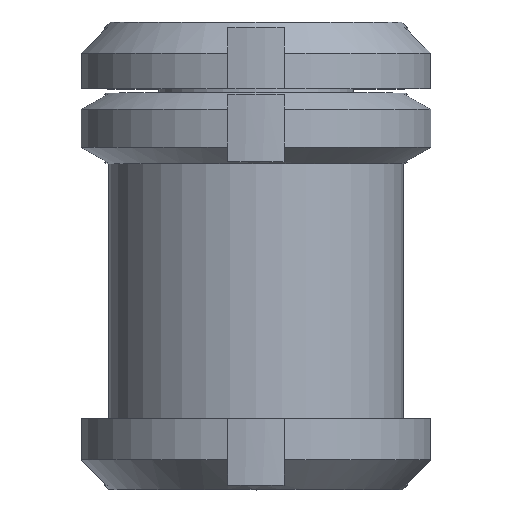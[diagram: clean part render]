
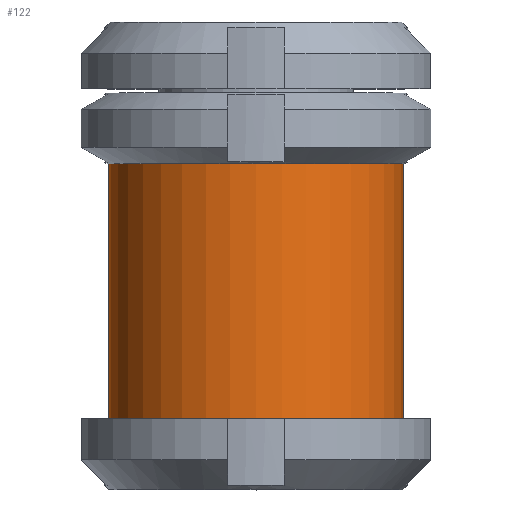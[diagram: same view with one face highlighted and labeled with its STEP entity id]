
A CAD part, top view. The second image highlights one B-rep face of the part: STEP entity #122.
In plain terms, the highlighted cylindrical face has radius 10.401 mm (diameter 20.802 mm), a full revolution.
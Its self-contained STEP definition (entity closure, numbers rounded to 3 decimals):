
#122 = ADVANCED_FACE( '', ( #294, #295 ), #296, .T. );
#294 = FACE_OUTER_BOUND( '', #533, .T. );
#295 = FACE_OUTER_BOUND( '', #534, .T. );
#296 = CYLINDRICAL_SURFACE( '', #535, 10.401 );
#533 = EDGE_LOOP( '', ( #833 ) );
#534 = EDGE_LOOP( '', ( #834 ) );
#535 = AXIS2_PLACEMENT_3D( '', #835, #836, #837 );
#833 = ORIENTED_EDGE( '', *, *, #1394, .T. );
#834 = ORIENTED_EDGE( '', *, *, #1395, .F. );
#835 = CARTESIAN_POINT( '', ( 0., 0., 0. ) );
#836 = DIRECTION( '', ( 0., 1., 0. ) );
#837 = DIRECTION( '', ( 0., 0., -1. ) );
#1394 = EDGE_CURVE( '', #1675, #1675, #1676, .T. );
#1395 = EDGE_CURVE( '', #1677, #1677, #1678, .T. );
#1675 = VERTEX_POINT( '', #2078 );
#1676 = CIRCLE( '', #2079, 10.401 );
#1677 = VERTEX_POINT( '', #2080 );
#1678 = CIRCLE( '', #2081, 10.401 );
#2078 = CARTESIAN_POINT( '', ( 0., 23.01, -10.401 ) );
#2079 = AXIS2_PLACEMENT_3D( '', #2487, #2488, #2489 );
#2080 = CARTESIAN_POINT( '', ( 0., 5., -10.401 ) );
#2081 = AXIS2_PLACEMENT_3D( '', #2490, #2491, #2492 );
#2487 = CARTESIAN_POINT( '', ( 0., 23.01, 0. ) );
#2488 = DIRECTION( '', ( 0., -1., 0. ) );
#2489 = DIRECTION( '', ( 0., 0., -1. ) );
#2490 = CARTESIAN_POINT( '', ( 0., 5., 0. ) );
#2491 = DIRECTION( '', ( 0., -1., 0. ) );
#2492 = DIRECTION( '', ( 0., 0., -1. ) );
